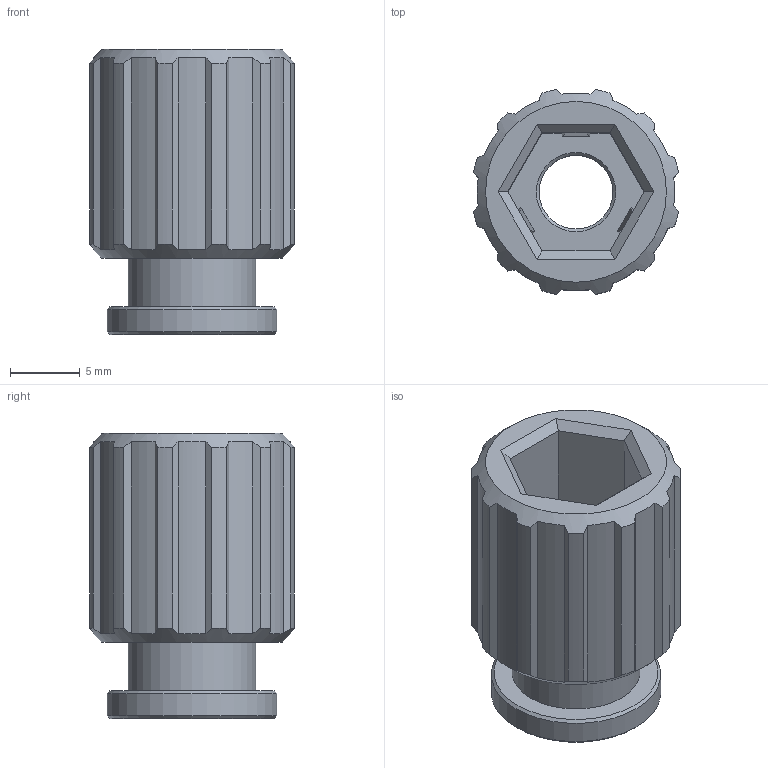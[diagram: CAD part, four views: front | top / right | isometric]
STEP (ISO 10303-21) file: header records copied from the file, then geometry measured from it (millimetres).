
FILE_DESCRIPTION(/* description */ (''),/* implementation_level */ '2;1');
FILE_NAME(/* name */ 'Knob for Phone.step',/* time_stamp */ '2019-07-26T23:12:49+10:00',/* author */ (''),/* organization */ (''),/* preprocessor_version */ 'ST-DEVELOPER v18',/* originating_system */ 'Autodesk Translation Framework v8.2.0.1029',/* authorisation */ '');
FILE_SCHEMA (('AUTOMOTIVE_DESIGN { 1 0 10303 214 3 1 1 }'));
Length unit declared in the file: millimetre
Products named in the file (2): Knob vertical; Knob
Assembly tree (1 placements, depth 2):
  Knob vertical
    Knob
Bounding box: 14.74 x 14.74 x 20.5 mm (x, y, z)
Volume: 1935.6 mm3; surface area: 1843.2 mm2
Topology: 2 solids, 2 shells, 85 faces, 227 edges, 148 vertices
Faces by surface type: plane 51, cylinder 28, cone 6
Full cylindrical faces by diameter (mm): 5.3 x2, 9.2 x1, 12.2 x1
Entity records: 2657 total; most frequent: CARTESIAN_POINT 559, ORIENTED_EDGE 454, DIRECTION 419, EDGE_CURVE 227, AXIS2_PLACEMENT_3D 152, VERTEX_POINT 148, LINE 115, VECTOR 115
